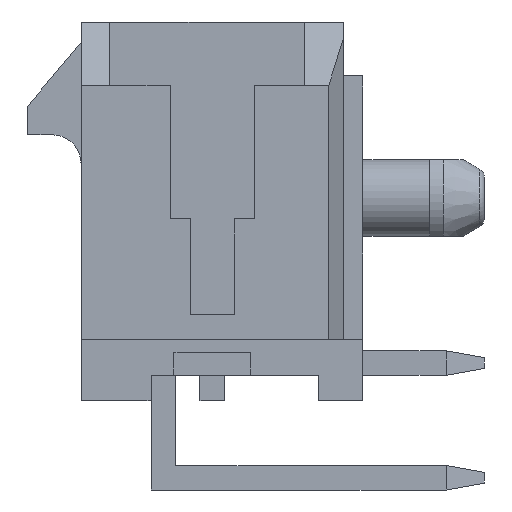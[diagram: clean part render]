
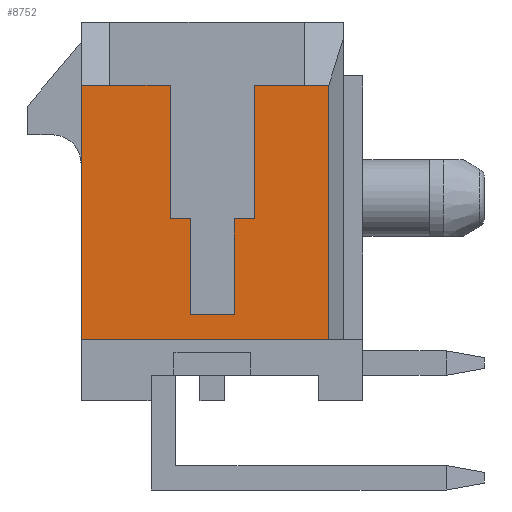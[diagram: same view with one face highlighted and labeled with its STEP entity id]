
A CAD part, left-side view. The second image highlights one B-rep face of the part: STEP entity #8752.
In plain terms, the highlighted planar face has unit normal (-1, 0, 0).
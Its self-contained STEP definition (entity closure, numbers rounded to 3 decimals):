
#170 = ORIENTED_EDGE ( 'NONE', *, *, #4847, .T. ) ;
#201 = VECTOR ( 'NONE', #1180, 1000. ) ;
#213 = CARTESIAN_POINT ( 'NONE',  ( -12.325, 3.365, 3.77 ) ) ;
#238 = CARTESIAN_POINT ( 'NONE',  ( -12.325, 5.04, 3.77 ) ) ;
#346 = LINE ( 'NONE', #2971, #741 ) ;
#443 = CARTESIAN_POINT ( 'NONE',  ( -12.325, 1.53, 7.27 ) ) ;
#510 = DIRECTION ( 'NONE',  ( 0., 1., 0. ) ) ;
#596 = CARTESIAN_POINT ( 'NONE',  ( -12.325, 7.37, 0.61 ) ) ;
#635 = DIRECTION ( 'NONE',  ( 0., 0., -1. ) ) ;
#741 = VECTOR ( 'NONE', #3910, 1000. ) ;
#847 = VERTEX_POINT ( 'NONE', #2570 ) ;
#886 = EDGE_CURVE ( 'NONE', #1327, #3165, #9681, .T. ) ;
#888 = CARTESIAN_POINT ( 'NONE',  ( -12.325, 0.89, 7.27 ) ) ;
#939 = AXIS2_PLACEMENT_3D ( 'NONE', #2647, #10689, #9815 ) ;
#1040 = VERTEX_POINT ( 'NONE', #1982 ) ;
#1085 = VERTEX_POINT ( 'NONE', #9761 ) ;
#1180 = DIRECTION ( 'NONE',  ( 0., 1., 0. ) ) ;
#1234 = CARTESIAN_POINT ( 'NONE',  ( -12.325, 1.53, 7.27 ) ) ;
#1327 = VERTEX_POINT ( 'NONE', #3706 ) ;
#1662 = DIRECTION ( 'NONE',  ( 0., 0., 1. ) ) ;
#1921 = ORIENTED_EDGE ( 'NONE', *, *, #2760, .F. ) ;
#1947 = PLANE ( 'NONE',  #939 ) ;
#1982 = CARTESIAN_POINT ( 'NONE',  ( -12.325, 0.89, 7.27 ) ) ;
#1990 = DIRECTION ( 'NONE',  ( 0., 1., 0. ) ) ;
#2064 = CARTESIAN_POINT ( 'NONE',  ( -12.325, 6.62, 7.27 ) ) ;
#2322 = LINE ( 'NONE', #6978, #5983 ) ;
#2351 = DIRECTION ( 'NONE',  ( 0., -1., 0. ) ) ;
#2570 = CARTESIAN_POINT ( 'NONE',  ( -12.325, 3.365, 3.77 ) ) ;
#2647 = CARTESIAN_POINT ( 'NONE',  ( -12.325, 3.94, 3.965 ) ) ;
#2760 = EDGE_CURVE ( 'NONE', #9701, #6422, #3416, .T. ) ;
#2906 = CARTESIAN_POINT ( 'NONE',  ( -12.325, 0.89, 0.61 ) ) ;
#2971 = CARTESIAN_POINT ( 'NONE',  ( -12.325, 2.84, 3.77 ) ) ;
#3085 = VECTOR ( 'NONE', #1662, 1000. ) ;
#3125 = VECTOR ( 'NONE', #6052, 1000. ) ;
#3165 = VERTEX_POINT ( 'NONE', #238 ) ;
#3179 = CARTESIAN_POINT ( 'NONE',  ( -12.325, 7.37, 7.27 ) ) ;
#3416 = LINE ( 'NONE', #8231, #8503 ) ;
#3671 = CARTESIAN_POINT ( 'NONE',  ( -12.325, 2.84, 3.77 ) ) ;
#3673 = CARTESIAN_POINT ( 'NONE',  ( -12.325, 5.04, 7.27 ) ) ;
#3706 = CARTESIAN_POINT ( 'NONE',  ( -12.325, 5.04, 7.27 ) ) ;
#3730 = ORIENTED_EDGE ( 'NONE', *, *, #6612, .T. ) ;
#3807 = EDGE_CURVE ( 'NONE', #4538, #1085, #11414, .T. ) ;
#3823 = LINE ( 'NONE', #213, #8395 ) ;
#3910 = DIRECTION ( 'NONE',  ( 0., 1., 0. ) ) ;
#4059 = VERTEX_POINT ( 'NONE', #6271 ) ;
#4314 = ORIENTED_EDGE ( 'NONE', *, *, #9194, .F. ) ;
#4387 = EDGE_CURVE ( 'NONE', #7514, #8974, #7732, .T. ) ;
#4520 = VECTOR ( 'NONE', #11499, 1000. ) ;
#4538 = VERTEX_POINT ( 'NONE', #7357 ) ;
#4748 = ORIENTED_EDGE ( 'NONE', *, *, #6406, .F. ) ;
#4847 = EDGE_CURVE ( 'NONE', #1327, #8974, #7931, .T. ) ;
#4852 = VECTOR ( 'NONE', #1990, 1000. ) ;
#4882 = VECTOR ( 'NONE', #11319, 1000. ) ;
#4975 = LINE ( 'NONE', #10344, #7983 ) ;
#5008 = EDGE_CURVE ( 'NONE', #9986, #3165, #6413, .T. ) ;
#5037 = CARTESIAN_POINT ( 'NONE',  ( -12.325, 4.515, 1.27 ) ) ;
#5058 = ORIENTED_EDGE ( 'NONE', *, *, #5115, .T. ) ;
#5115 = EDGE_CURVE ( 'NONE', #5797, #4059, #10906, .T. ) ;
#5256 = DIRECTION ( 'NONE',  ( 0., 1., 0. ) ) ;
#5367 = VECTOR ( 'NONE', #5256, 1000. ) ;
#5536 = VECTOR ( 'NONE', #510, 1000. ) ;
#5568 = EDGE_CURVE ( 'NONE', #4059, #6488, #2322, .T. ) ;
#5797 = VERTEX_POINT ( 'NONE', #443 ) ;
#5799 = EDGE_CURVE ( 'NONE', #847, #4538, #3823, .T. ) ;
#5864 = ORIENTED_EDGE ( 'NONE', *, *, #886, .F. ) ;
#5921 = ORIENTED_EDGE ( 'NONE', *, *, #4387, .F. ) ;
#5983 = VECTOR ( 'NONE', #635, 1000. ) ;
#6052 = DIRECTION ( 'NONE',  ( 0., -1., 0. ) ) ;
#6271 = CARTESIAN_POINT ( 'NONE',  ( -12.325, 2.84, 7.27 ) ) ;
#6406 = EDGE_CURVE ( 'NONE', #5797, #1040, #4975, .T. ) ;
#6413 = LINE ( 'NONE', #9971, #4852 ) ;
#6422 = VERTEX_POINT ( 'NONE', #8040 ) ;
#6423 = DIRECTION ( 'NONE',  ( 0., 1., 0. ) ) ;
#6488 = VERTEX_POINT ( 'NONE', #3671 ) ;
#6612 = EDGE_CURVE ( 'NONE', #6488, #847, #346, .T. ) ;
#6821 = ORIENTED_EDGE ( 'NONE', *, *, #9347, .F. ) ;
#6928 = CARTESIAN_POINT ( 'NONE',  ( -12.325, 7.37, 7.27 ) ) ;
#6978 = CARTESIAN_POINT ( 'NONE',  ( -12.325, 2.84, 7.27 ) ) ;
#7058 = DIRECTION ( 'NONE',  ( 0., 0., -1. ) ) ;
#7357 = CARTESIAN_POINT ( 'NONE',  ( -12.325, 3.365, 1.27 ) ) ;
#7514 = VERTEX_POINT ( 'NONE', #3179 ) ;
#7695 = LINE ( 'NONE', #596, #4882 ) ;
#7732 = LINE ( 'NONE', #6928, #3125 ) ;
#7762 = CARTESIAN_POINT ( 'NONE',  ( -12.325, 5.04, 7.27 ) ) ;
#7924 = EDGE_LOOP ( 'NONE', ( #3730, #9099, #11296, #10661, #10325, #5864, #170, #5921, #6821, #1921, #4314, #4748, #5058, #8967 ) ) ;
#7931 = LINE ( 'NONE', #7762, #5367 ) ;
#7983 = VECTOR ( 'NONE', #2351, 1000. ) ;
#8040 = CARTESIAN_POINT ( 'NONE',  ( -12.325, 7.37, 0.61 ) ) ;
#8231 = CARTESIAN_POINT ( 'NONE',  ( -12.325, 0.89, 0.61 ) ) ;
#8306 = DIRECTION ( 'NONE',  ( 0., 0., -1. ) ) ;
#8395 = VECTOR ( 'NONE', #8306, 1000. ) ;
#8503 = VECTOR ( 'NONE', #6423, 1000. ) ;
#8752 = ADVANCED_FACE ( 'NONE', ( #8997 ), #1947, .F. ) ;
#8816 = LINE ( 'NONE', #5037, #3085 ) ;
#8870 = LINE ( 'NONE', #888, #4520 ) ;
#8967 = ORIENTED_EDGE ( 'NONE', *, *, #5568, .T. ) ;
#8974 = VERTEX_POINT ( 'NONE', #2064 ) ;
#8997 = FACE_OUTER_BOUND ( 'NONE', #7924, .T. ) ;
#9099 = ORIENTED_EDGE ( 'NONE', *, *, #5799, .T. ) ;
#9194 = EDGE_CURVE ( 'NONE', #1040, #9701, #8870, .T. ) ;
#9347 = EDGE_CURVE ( 'NONE', #6422, #7514, #7695, .T. ) ;
#9681 = LINE ( 'NONE', #3673, #10155 ) ;
#9701 = VERTEX_POINT ( 'NONE', #2906 ) ;
#9761 = CARTESIAN_POINT ( 'NONE',  ( -12.325, 4.515, 1.27 ) ) ;
#9815 = DIRECTION ( 'NONE',  ( 0., 1., 0. ) ) ;
#9971 = CARTESIAN_POINT ( 'NONE',  ( -12.325, 4.515, 3.77 ) ) ;
#9986 = VERTEX_POINT ( 'NONE', #11224 ) ;
#10155 = VECTOR ( 'NONE', #7058, 1000. ) ;
#10195 = EDGE_CURVE ( 'NONE', #1085, #9986, #8816, .T. ) ;
#10325 = ORIENTED_EDGE ( 'NONE', *, *, #5008, .T. ) ;
#10344 = CARTESIAN_POINT ( 'NONE',  ( -12.325, 1.53, 7.27 ) ) ;
#10530 = CARTESIAN_POINT ( 'NONE',  ( -12.325, 3.365, 1.27 ) ) ;
#10661 = ORIENTED_EDGE ( 'NONE', *, *, #10195, .T. ) ;
#10689 = DIRECTION ( 'NONE',  ( 1., 0., 0. ) ) ;
#10906 = LINE ( 'NONE', #1234, #201 ) ;
#11224 = CARTESIAN_POINT ( 'NONE',  ( -12.325, 4.515, 3.77 ) ) ;
#11296 = ORIENTED_EDGE ( 'NONE', *, *, #3807, .T. ) ;
#11319 = DIRECTION ( 'NONE',  ( 0., 0., 1. ) ) ;
#11414 = LINE ( 'NONE', #10530, #5536 ) ;
#11499 = DIRECTION ( 'NONE',  ( 0., 0., -1. ) ) ;
